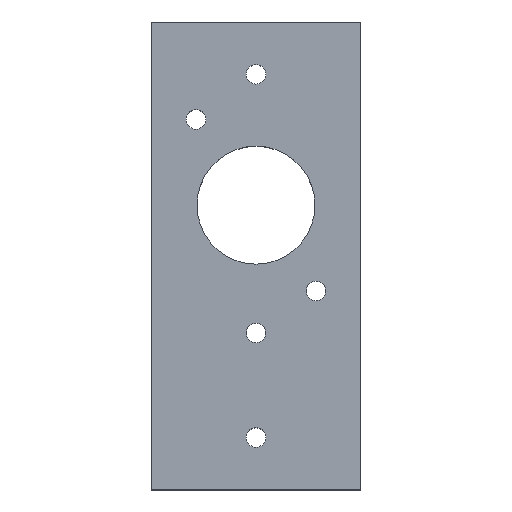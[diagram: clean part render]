
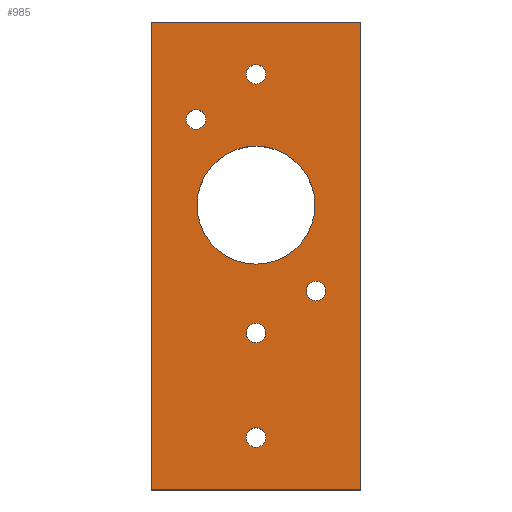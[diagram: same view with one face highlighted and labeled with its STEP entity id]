
A CAD part, top view. The second image highlights one B-rep face of the part: STEP entity #985.
In plain terms, the highlighted planar face has unit normal (0, 0, 1).
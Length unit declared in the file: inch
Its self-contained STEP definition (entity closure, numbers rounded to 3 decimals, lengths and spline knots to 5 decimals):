
#1 = LINE ( 'NONE', #849, #214 ) ;
#4 = DIRECTION ( 'NONE',  ( 1., 0., 0. ) ) ;
#6 = VERTEX_POINT ( 'NONE', #533 ) ;
#7 = FACE_BOUND ( 'NONE', #532, .T. ) ;
#8 = CARTESIAN_POINT ( 'NONE',  ( 0., 0.485, 1. ) ) ;
#12 = ORIENTED_EDGE ( 'NONE', *, *, #887, .F. ) ;
#16 = CIRCLE ( 'NONE', #1154, 0.09375 ) ;
#30 = DIRECTION ( 'NONE',  ( 1., 0., 0. ) ) ;
#34 = EDGE_CURVE ( 'NONE', #1178, #62, #16, .T. ) ;
#36 = CIRCLE ( 'NONE', #767, 0.09375 ) ;
#45 = DIRECTION ( 'NONE',  ( 1., 0., 0. ) ) ;
#46 = EDGE_CURVE ( 'NONE', #62, #1178, #145, .T. ) ;
#47 = EDGE_LOOP ( 'NONE', ( #1043, #12 ) ) ;
#50 = ORIENTED_EDGE ( 'NONE', *, *, #528, .F. ) ;
#62 = VERTEX_POINT ( 'NONE', #1044 ) ;
#63 = EDGE_CURVE ( 'NONE', #149, #413, #245, .T. ) ;
#67 = DIRECTION ( 'NONE',  ( 0., 0., 1. ) ) ;
#74 = DIRECTION ( 'NONE',  ( 1., 0., 0. ) ) ;
#82 = CARTESIAN_POINT ( 'NONE',  ( -1., -2.235, 1. ) ) ;
#85 = DIRECTION ( 'NONE',  ( -1., 0., 0. ) ) ;
#86 = DIRECTION ( 'NONE',  ( 0., 0., 1. ) ) ;
#90 = VECTOR ( 'NONE', #446, 39.37008 ) ;
#91 = DIRECTION ( 'NONE',  ( 1., 0., 0. ) ) ;
#113 = CIRCLE ( 'NONE', #432, 0.09375 ) ;
#132 = EDGE_LOOP ( 'NONE', ( #874, #1205 ) ) ;
#145 = CIRCLE ( 'NONE', #345, 0.09375 ) ;
#149 = VERTEX_POINT ( 'NONE', #299 ) ;
#151 = CARTESIAN_POINT ( 'NONE',  ( 1., 2.235, 1. ) ) ;
#173 = LINE ( 'NONE', #423, #90 ) ;
#174 = EDGE_CURVE ( 'NONE', #620, #1212, #448, .T. ) ;
#178 = CARTESIAN_POINT ( 'NONE',  ( 0.47983, -0.33415, 1. ) ) ;
#181 = DIRECTION ( 'NONE',  ( 0., 0., 1. ) ) ;
#189 = LINE ( 'NONE', #82, #1040 ) ;
#199 = PLANE ( 'NONE',  #1173 ) ;
#200 = EDGE_LOOP ( 'NONE', ( #977, #581 ) ) ;
#204 = CARTESIAN_POINT ( 'NONE',  ( 0.57358, -0.33415, 1. ) ) ;
#205 = ORIENTED_EDGE ( 'NONE', *, *, #1128, .T. ) ;
#208 = CARTESIAN_POINT ( 'NONE',  ( -0.57358, 1.30415, 1. ) ) ;
#214 = VECTOR ( 'NONE', #85, 39.37008 ) ;
#218 = EDGE_CURVE ( 'NONE', #1024, #821, #644, .T. ) ;
#222 = EDGE_LOOP ( 'NONE', ( #882, #867 ) ) ;
#227 = CARTESIAN_POINT ( 'NONE',  ( 0.09375, -1.735, 1. ) ) ;
#228 = AXIS2_PLACEMENT_3D ( 'NONE', #455, #622, #74 ) ;
#232 = CARTESIAN_POINT ( 'NONE',  ( 0., -1.735, 1. ) ) ;
#245 = CIRCLE ( 'NONE', #428, 0.5635 ) ;
#262 = DIRECTION ( 'NONE',  ( 1., 0., 0. ) ) ;
#276 = FACE_BOUND ( 'NONE', #132, .T. ) ;
#293 = AXIS2_PLACEMENT_3D ( 'NONE', #1001, #540, #1179 ) ;
#299 = CARTESIAN_POINT ( 'NONE',  ( 0.5635, 0.485, 1. ) ) ;
#319 = VERTEX_POINT ( 'NONE', #716 ) ;
#323 = EDGE_CURVE ( 'NONE', #570, #911, #1089, .T. ) ;
#329 = EDGE_LOOP ( 'NONE', ( #493, #980, #958, #205 ) ) ;
#334 = EDGE_CURVE ( 'NONE', #595, #971, #522, .T. ) ;
#339 = CARTESIAN_POINT ( 'NONE',  ( -0.5635, 0.485, 1. ) ) ;
#345 = AXIS2_PLACEMENT_3D ( 'NONE', #395, #1144, #91 ) ;
#395 = CARTESIAN_POINT ( 'NONE',  ( -0.57358, 1.30415, 1. ) ) ;
#401 = DIRECTION ( 'NONE',  ( 1., 0., 0. ) ) ;
#410 = CIRCLE ( 'NONE', #429, 0.09375 ) ;
#411 = EDGE_CURVE ( 'NONE', #826, #319, #1155, .T. ) ;
#413 = VERTEX_POINT ( 'NONE', #339 ) ;
#420 = ORIENTED_EDGE ( 'NONE', *, *, #599, .F. ) ;
#423 = CARTESIAN_POINT ( 'NONE',  ( 1., 2.235, 1. ) ) ;
#428 = AXIS2_PLACEMENT_3D ( 'NONE', #8, #181, #587 ) ;
#429 = AXIS2_PLACEMENT_3D ( 'NONE', #886, #67, #45 ) ;
#432 = AXIS2_PLACEMENT_3D ( 'NONE', #204, #583, #4 ) ;
#446 = DIRECTION ( 'NONE',  ( 0., 1., 0. ) ) ;
#448 = CIRCLE ( 'NONE', #663, 0.09375 ) ;
#450 = CIRCLE ( 'NONE', #471, 0.09375 ) ;
#455 = CARTESIAN_POINT ( 'NONE',  ( 0., -0.735, 1. ) ) ;
#461 = CARTESIAN_POINT ( 'NONE',  ( 0., -1.735, 1. ) ) ;
#471 = AXIS2_PLACEMENT_3D ( 'NONE', #1097, #636, #1004 ) ;
#473 = CIRCLE ( 'NONE', #293, 0.5635 ) ;
#493 = ORIENTED_EDGE ( 'NONE', *, *, #593, .T. ) ;
#517 = CARTESIAN_POINT ( 'NONE',  ( 0.57358, -0.33415, 1. ) ) ;
#522 = LINE ( 'NONE', #803, #1055 ) ;
#528 = EDGE_CURVE ( 'NONE', #1212, #620, #36, .T. ) ;
#531 = CARTESIAN_POINT ( 'NONE',  ( 0., 1.735, 1. ) ) ;
#532 = EDGE_LOOP ( 'NONE', ( #50, #780 ) ) ;
#533 = CARTESIAN_POINT ( 'NONE',  ( 1., -2.235, 1. ) ) ;
#540 = DIRECTION ( 'NONE',  ( 0., 0., 1. ) ) ;
#564 = DIRECTION ( 'NONE',  ( 0., 0., 1. ) ) ;
#569 = AXIS2_PLACEMENT_3D ( 'NONE', #531, #1198, #1100 ) ;
#570 = VERTEX_POINT ( 'NONE', #632 ) ;
#579 = EDGE_CURVE ( 'NONE', #911, #570, #410, .T. ) ;
#581 = ORIENTED_EDGE ( 'NONE', *, *, #46, .F. ) ;
#582 = DIRECTION ( 'NONE',  ( 1., 0., 0. ) ) ;
#583 = DIRECTION ( 'NONE',  ( 0., 0., 1. ) ) ;
#587 = DIRECTION ( 'NONE',  ( 1., 0., 0. ) ) ;
#593 = EDGE_CURVE ( 'NONE', #6, #800, #173, .T. ) ;
#595 = VERTEX_POINT ( 'NONE', #793 ) ;
#599 = EDGE_CURVE ( 'NONE', #319, #826, #450, .T. ) ;
#620 = VERTEX_POINT ( 'NONE', #718 ) ;
#622 = DIRECTION ( 'NONE',  ( 0., 0., 1. ) ) ;
#632 = CARTESIAN_POINT ( 'NONE',  ( 0.09375, -0.735, 1. ) ) ;
#636 = DIRECTION ( 'NONE',  ( 0., 0., 1. ) ) ;
#644 = CIRCLE ( 'NONE', #892, 0.09375 ) ;
#653 = FACE_BOUND ( 'NONE', #222, .T. ) ;
#659 = FACE_BOUND ( 'NONE', #47, .T. ) ;
#663 = AXIS2_PLACEMENT_3D ( 'NONE', #232, #798, #1053 ) ;
#716 = CARTESIAN_POINT ( 'NONE',  ( 0.09375, 1.735, 1. ) ) ;
#718 = CARTESIAN_POINT ( 'NONE',  ( -0.09375, -1.735, 1. ) ) ;
#732 = CARTESIAN_POINT ( 'NONE',  ( 0.66733, -0.33415, 1. ) ) ;
#740 = FACE_BOUND ( 'NONE', #200, .T. ) ;
#767 = AXIS2_PLACEMENT_3D ( 'NONE', #461, #831, #262 ) ;
#780 = ORIENTED_EDGE ( 'NONE', *, *, #174, .F. ) ;
#793 = CARTESIAN_POINT ( 'NONE',  ( -1., 2.235, 1. ) ) ;
#798 = DIRECTION ( 'NONE',  ( 0., 0., 1. ) ) ;
#800 = VERTEX_POINT ( 'NONE', #151 ) ;
#803 = CARTESIAN_POINT ( 'NONE',  ( -1., 2.235, 1. ) ) ;
#821 = VERTEX_POINT ( 'NONE', #732 ) ;
#826 = VERTEX_POINT ( 'NONE', #912 ) ;
#829 = FACE_BOUND ( 'NONE', #1033, .T. ) ;
#831 = DIRECTION ( 'NONE',  ( 0., 0., 1. ) ) ;
#846 = CARTESIAN_POINT ( 'NONE',  ( -0.47983, 1.30415, 1. ) ) ;
#849 = CARTESIAN_POINT ( 'NONE',  ( -1., 2.235, 1. ) ) ;
#867 = ORIENTED_EDGE ( 'NONE', *, *, #218, .F. ) ;
#874 = ORIENTED_EDGE ( 'NONE', *, *, #323, .F. ) ;
#882 = ORIENTED_EDGE ( 'NONE', *, *, #1101, .F. ) ;
#886 = CARTESIAN_POINT ( 'NONE',  ( 0., -0.735, 1. ) ) ;
#887 = EDGE_CURVE ( 'NONE', #413, #149, #473, .T. ) ;
#892 = AXIS2_PLACEMENT_3D ( 'NONE', #517, #979, #30 ) ;
#911 = VERTEX_POINT ( 'NONE', #921 ) ;
#912 = CARTESIAN_POINT ( 'NONE',  ( -0.09375, 1.735, 1. ) ) ;
#921 = CARTESIAN_POINT ( 'NONE',  ( -0.09375, -0.735, 1. ) ) ;
#927 = CARTESIAN_POINT ( 'NONE',  ( 0., 0., 1. ) ) ;
#933 = DIRECTION ( 'NONE',  ( 1., 0., 0. ) ) ;
#958 = ORIENTED_EDGE ( 'NONE', *, *, #334, .T. ) ;
#971 = VERTEX_POINT ( 'NONE', #1115 ) ;
#977 = ORIENTED_EDGE ( 'NONE', *, *, #34, .F. ) ;
#979 = DIRECTION ( 'NONE',  ( 0., 0., 1. ) ) ;
#980 = ORIENTED_EDGE ( 'NONE', *, *, #1016, .T. ) ;
#985 = ADVANCED_FACE ( 'NONE', ( #829, #276, #7, #740, #653, #659, #1032 ), #199, .T. ) ;
#1001 = CARTESIAN_POINT ( 'NONE',  ( 0., 0.485, 1. ) ) ;
#1004 = DIRECTION ( 'NONE',  ( 1., 0., 0. ) ) ;
#1016 = EDGE_CURVE ( 'NONE', #800, #595, #1, .T. ) ;
#1024 = VERTEX_POINT ( 'NONE', #178 ) ;
#1032 = FACE_OUTER_BOUND ( 'NONE', #329, .T. ) ;
#1033 = EDGE_LOOP ( 'NONE', ( #420, #1117 ) ) ;
#1040 = VECTOR ( 'NONE', #582, 39.37008 ) ;
#1043 = ORIENTED_EDGE ( 'NONE', *, *, #63, .F. ) ;
#1044 = CARTESIAN_POINT ( 'NONE',  ( -0.66733, 1.30415, 1. ) ) ;
#1053 = DIRECTION ( 'NONE',  ( 1., 0., 0. ) ) ;
#1055 = VECTOR ( 'NONE', #1096, 39.37008 ) ;
#1089 = CIRCLE ( 'NONE', #228, 0.09375 ) ;
#1096 = DIRECTION ( 'NONE',  ( 0., -1., 0. ) ) ;
#1097 = CARTESIAN_POINT ( 'NONE',  ( 0., 1.735, 1. ) ) ;
#1100 = DIRECTION ( 'NONE',  ( 1., 0., 0. ) ) ;
#1101 = EDGE_CURVE ( 'NONE', #821, #1024, #113, .T. ) ;
#1115 = CARTESIAN_POINT ( 'NONE',  ( -1., -2.235, 1. ) ) ;
#1117 = ORIENTED_EDGE ( 'NONE', *, *, #411, .F. ) ;
#1128 = EDGE_CURVE ( 'NONE', #971, #6, #189, .T. ) ;
#1144 = DIRECTION ( 'NONE',  ( 0., 0., 1. ) ) ;
#1154 = AXIS2_PLACEMENT_3D ( 'NONE', #208, #86, #401 ) ;
#1155 = CIRCLE ( 'NONE', #569, 0.09375 ) ;
#1173 = AXIS2_PLACEMENT_3D ( 'NONE', #927, #564, #933 ) ;
#1178 = VERTEX_POINT ( 'NONE', #846 ) ;
#1179 = DIRECTION ( 'NONE',  ( 1., 0., 0. ) ) ;
#1198 = DIRECTION ( 'NONE',  ( 0., 0., 1. ) ) ;
#1205 = ORIENTED_EDGE ( 'NONE', *, *, #579, .F. ) ;
#1212 = VERTEX_POINT ( 'NONE', #227 ) ;
